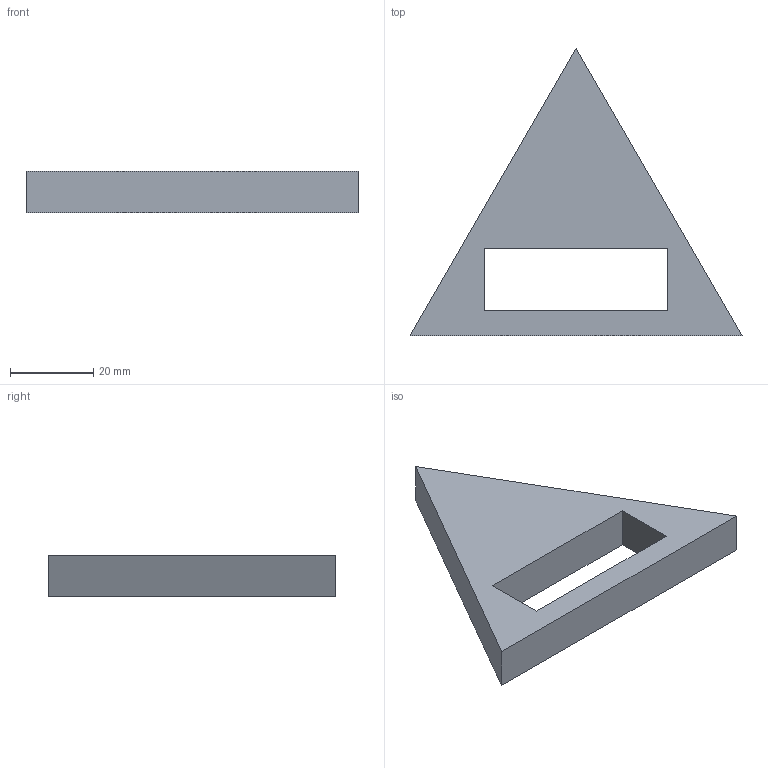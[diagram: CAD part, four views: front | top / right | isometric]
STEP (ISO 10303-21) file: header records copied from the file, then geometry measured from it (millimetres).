
FILE_DESCRIPTION (( 'STEP AP214' ), '1' );
FILE_NAME ('Df2i.STEP', '2025-09-06T22:27:58', ( '' ), ( '' ), 'SwSTEP 2.0', 'SolidWorks 2024', '' );
FILE_SCHEMA (( 'AUTOMOTIVE_DESIGN' ));
Length unit declared in the file: millimetre
Products named in the file (1): Df2i
Bounding box: 80 x 69.28 x 10 mm (x, y, z)
Volume: 21082.2 mm3; surface area: 7800.5 mm2
Topology: 1 solids, 1 shells, 9 faces, 21 edges, 14 vertices
Faces by surface type: plane 9
Entity records: 282 total; most frequent: CARTESIAN_POINT 45, ORIENTED_EDGE 42, DIRECTION 41, VECTOR 21, EDGE_CURVE 21, LINE 21, VERTEX_POINT 14, EDGE_LOOP 11
